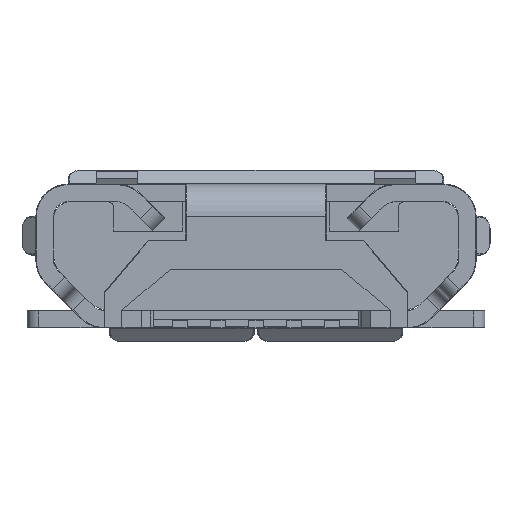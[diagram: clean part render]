
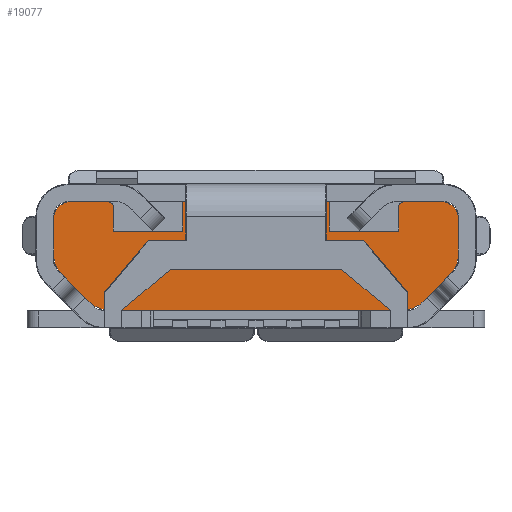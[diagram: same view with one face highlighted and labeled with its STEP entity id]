
A CAD part, front view. The second image highlights one B-rep face of the part: STEP entity #19077.
In plain terms, the highlighted planar face has unit normal (0, -1, 0).
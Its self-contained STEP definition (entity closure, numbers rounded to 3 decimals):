
#1341=CIRCLE('',#21139,0.1);
#1342=CIRCLE('',#21140,0.301);
#1343=CIRCLE('',#21141,0.502);
#1344=CIRCLE('',#21144,0.502);
#1345=CIRCLE('',#21145,0.301);
#1346=CIRCLE('',#21146,0.1);
#1820=PLANE('',#21138);
#2757=FACE_OUTER_BOUND('',#3926,.T.);
#3926=EDGE_LOOP('',(#15806,#15807,#15808,#15809,#15810,#15811,#15812,#15813,
#15814,#15815,#15816,#15817,#15818,#15819,#15820,#15821,#15822,#15823,#15824,
#15825,#15826,#15827,#15828,#15829));
#4381=ELLIPSE('',#21142,0.503,0.502);
#4382=ELLIPSE('',#21143,0.503,0.502);
#5279=LINE('',#34303,#6782);
#5326=LINE('',#34429,#6829);
#5330=LINE('',#34438,#6833);
#5334=LINE('',#34447,#6837);
#5338=LINE('',#34456,#6841);
#5341=LINE('',#34463,#6844);
#5349=LINE('',#34479,#6852);
#5353=LINE('',#34487,#6856);
#5357=LINE('',#34496,#6860);
#5358=LINE('',#34498,#6861);
#5359=LINE('',#34499,#6862);
#5360=LINE('',#34501,#6863);
#5361=LINE('',#34503,#6864);
#5362=LINE('',#34505,#6865);
#5363=LINE('',#34511,#6866);
#5364=LINE('',#34513,#6867);
#6782=VECTOR('',#25975,3.515);
#6829=VECTOR('',#26068,0.649);
#6833=VECTOR('',#26074,0.649);
#6837=VECTOR('',#26080,0.595);
#6841=VECTOR('',#26086,0.595);
#6844=VECTOR('',#26091,0.623);
#6852=VECTOR('',#26099,0.623);
#6856=VECTOR('',#26103,2.511);
#6860=VECTOR('',#26109,0.402);
#6861=VECTOR('',#26110,1.185);
#6862=VECTOR('',#26111,0.502);
#6863=VECTOR('',#26112,0.502);
#6864=VECTOR('',#26113,1.185);
#6865=VECTOR('',#26114,0.402);
#6866=VECTOR('',#26123,0.746);
#6867=VECTOR('',#26124,0.746);
#8563=VERTEX_POINT('',#34300);
#8564=VERTEX_POINT('',#34302);
#8618=VERTEX_POINT('',#34425);
#8620=VERTEX_POINT('',#34428);
#8622=VERTEX_POINT('',#34434);
#8624=VERTEX_POINT('',#34437);
#8626=VERTEX_POINT('',#34443);
#8628=VERTEX_POINT('',#34446);
#8630=VERTEX_POINT('',#34452);
#8632=VERTEX_POINT('',#34455);
#8634=VERTEX_POINT('',#34461);
#8635=VERTEX_POINT('',#34462);
#8642=VERTEX_POINT('',#34476);
#8643=VERTEX_POINT('',#34478);
#8646=VERTEX_POINT('',#34484);
#8647=VERTEX_POINT('',#34486);
#8650=VERTEX_POINT('',#34494);
#8651=VERTEX_POINT('',#34495);
#8652=VERTEX_POINT('',#34497);
#8653=VERTEX_POINT('',#34500);
#8654=VERTEX_POINT('',#34502);
#8655=VERTEX_POINT('',#34504);
#8656=VERTEX_POINT('',#34509);
#8657=VERTEX_POINT('',#34512);
#11035=EDGE_CURVE('',#8564,#8563,#5279,.T.);
#11102=EDGE_CURVE('',#8620,#8618,#5326,.T.);
#11106=EDGE_CURVE('',#8624,#8622,#5330,.T.);
#11110=EDGE_CURVE('',#8628,#8626,#5334,.T.);
#11114=EDGE_CURVE('',#8632,#8630,#5338,.T.);
#11117=EDGE_CURVE('',#8634,#8635,#5341,.T.);
#11125=EDGE_CURVE('',#8643,#8642,#5349,.T.);
#11129=EDGE_CURVE('',#8647,#8646,#5353,.T.);
#11133=EDGE_CURVE('',#8650,#8651,#5357,.T.);
#11134=EDGE_CURVE('',#8650,#8652,#5358,.T.);
#11135=EDGE_CURVE('',#8647,#8652,#5359,.T.);
#11136=EDGE_CURVE('',#8653,#8646,#5360,.T.);
#11137=EDGE_CURVE('',#8653,#8654,#5361,.T.);
#11138=EDGE_CURVE('',#8655,#8654,#5362,.T.);
#11139=EDGE_CURVE('',#8643,#8655,#1341,.F.);
#11140=EDGE_CURVE('',#8628,#8642,#1342,.F.);
#11141=EDGE_CURVE('',#8624,#8626,#1343,.F.);
#11142=EDGE_CURVE('',#8656,#8622,#4381,.F.);
#11143=EDGE_CURVE('',#8656,#8564,#5363,.T.);
#11144=EDGE_CURVE('',#8657,#8563,#5364,.T.);
#11145=EDGE_CURVE('',#8620,#8657,#4382,.F.);
#11146=EDGE_CURVE('',#8632,#8618,#1344,.F.);
#11147=EDGE_CURVE('',#8634,#8630,#1345,.F.);
#11148=EDGE_CURVE('',#8651,#8635,#1346,.F.);
#15806=ORIENTED_EDGE('',*,*,#11133,.F.);
#15807=ORIENTED_EDGE('',*,*,#11134,.T.);
#15808=ORIENTED_EDGE('',*,*,#11135,.F.);
#15809=ORIENTED_EDGE('',*,*,#11129,.T.);
#15810=ORIENTED_EDGE('',*,*,#11136,.F.);
#15811=ORIENTED_EDGE('',*,*,#11137,.T.);
#15812=ORIENTED_EDGE('',*,*,#11138,.F.);
#15813=ORIENTED_EDGE('',*,*,#11139,.F.);
#15814=ORIENTED_EDGE('',*,*,#11125,.T.);
#15815=ORIENTED_EDGE('',*,*,#11140,.F.);
#15816=ORIENTED_EDGE('',*,*,#11110,.T.);
#15817=ORIENTED_EDGE('',*,*,#11141,.F.);
#15818=ORIENTED_EDGE('',*,*,#11106,.T.);
#15819=ORIENTED_EDGE('',*,*,#11142,.F.);
#15820=ORIENTED_EDGE('',*,*,#11143,.T.);
#15821=ORIENTED_EDGE('',*,*,#11035,.T.);
#15822=ORIENTED_EDGE('',*,*,#11144,.F.);
#15823=ORIENTED_EDGE('',*,*,#11145,.F.);
#15824=ORIENTED_EDGE('',*,*,#11102,.T.);
#15825=ORIENTED_EDGE('',*,*,#11146,.F.);
#15826=ORIENTED_EDGE('',*,*,#11114,.T.);
#15827=ORIENTED_EDGE('',*,*,#11147,.F.);
#15828=ORIENTED_EDGE('',*,*,#11117,.T.);
#15829=ORIENTED_EDGE('',*,*,#11148,.F.);
#19077=ADVANCED_FACE('',(#2757),#1820,.T.);
#21138=AXIS2_PLACEMENT_3D('',#34493,#26107,#26108);
#21139=AXIS2_PLACEMENT_3D('',#34506,#26115,#26116);
#21140=AXIS2_PLACEMENT_3D('',#34507,#26117,#26118);
#21141=AXIS2_PLACEMENT_3D('',#34508,#26119,#26120);
#21142=AXIS2_PLACEMENT_3D('',#34510,#26121,#26122);
#21143=AXIS2_PLACEMENT_3D('',#34514,#26125,#26126);
#21144=AXIS2_PLACEMENT_3D('',#34515,#26127,#26128);
#21145=AXIS2_PLACEMENT_3D('',#34516,#26129,#26130);
#21146=AXIS2_PLACEMENT_3D('',#34517,#26131,#26132);
#25975=DIRECTION('',(1.,0.,0.));
#26068=DIRECTION('',(0.707,0.,0.707));
#26074=DIRECTION('',(0.707,0.,-0.707));
#26080=DIRECTION('',(0.,0.,-1.));
#26086=DIRECTION('',(0.,0.,1.));
#26091=DIRECTION('',(-1.,0.,0.));
#26099=DIRECTION('',(-1.,0.,0.));
#26103=DIRECTION('',(-1.,0.,0.));
#26107=DIRECTION('center_axis',(0.,-1.,0.));
#26108=DIRECTION('ref_axis',(1.,0.,0.));
#26109=DIRECTION('',(0.,0.,1.));
#26110=DIRECTION('',(-1.,0.,0.));
#26111=DIRECTION('',(0.,0.,-1.));
#26112=DIRECTION('',(0.,0.,1.));
#26113=DIRECTION('',(-1.,0.,0.));
#26114=DIRECTION('',(0.,0.,-1.));
#26115=DIRECTION('center_axis',(0.,-1.,0.));
#26116=DIRECTION('ref_axis',(1.,0.,0.));
#26117=DIRECTION('center_axis',(0.,-1.,0.));
#26118=DIRECTION('ref_axis',(1.,0.,0.));
#26119=DIRECTION('center_axis',(0.,-1.,0.));
#26120=DIRECTION('ref_axis',(1.,0.,0.));
#26121=DIRECTION('center_axis',(0.,-1.,0.));
#26122=DIRECTION('ref_axis',(-0.707,0.,0.707));
#26123=DIRECTION('',(1.,0.,0.));
#26124=DIRECTION('',(-1.,0.,0.));
#26125=DIRECTION('center_axis',(0.,-1.,0.));
#26126=DIRECTION('ref_axis',(-0.707,0.,-0.707));
#26127=DIRECTION('center_axis',(0.,-1.,0.));
#26128=DIRECTION('ref_axis',(1.,0.,0.));
#26129=DIRECTION('center_axis',(0.,-1.,0.));
#26130=DIRECTION('ref_axis',(1.,0.,0.));
#26131=DIRECTION('center_axis',(0.,-1.,0.));
#26132=DIRECTION('ref_axis',(1.,0.,0.));
#34300=CARTESIAN_POINT('',(1.758,-4.046,0.301));
#34302=CARTESIAN_POINT('',(-1.758,-4.046,0.301));
#34303=CARTESIAN_POINT('',(-1.758,-4.046,0.301));
#34425=CARTESIAN_POINT('',(3.318,-4.046,0.908));
#34428=CARTESIAN_POINT('',(2.859,-4.046,0.449));
#34429=CARTESIAN_POINT('',(2.859,-4.046,0.449));
#34434=CARTESIAN_POINT('',(-2.859,-4.046,0.449));
#34437=CARTESIAN_POINT('',(-3.318,-4.046,0.908));
#34438=CARTESIAN_POINT('',(-3.318,-4.046,0.908));
#34443=CARTESIAN_POINT('',(-3.465,-4.046,1.263));
#34446=CARTESIAN_POINT('',(-3.465,-4.046,1.858));
#34447=CARTESIAN_POINT('',(-3.465,-4.046,1.858));
#34452=CARTESIAN_POINT('',(3.465,-4.046,1.858));
#34455=CARTESIAN_POINT('',(3.465,-4.046,1.263));
#34456=CARTESIAN_POINT('',(3.465,-4.046,1.263));
#34461=CARTESIAN_POINT('',(3.164,-4.046,2.159));
#34462=CARTESIAN_POINT('',(2.541,-4.046,2.159));
#34463=CARTESIAN_POINT('',(3.164,-4.046,2.159));
#34476=CARTESIAN_POINT('',(-3.164,-4.046,2.159));
#34478=CARTESIAN_POINT('',(-2.541,-4.046,2.159));
#34479=CARTESIAN_POINT('',(-2.541,-4.046,2.159));
#34484=CARTESIAN_POINT('',(-1.255,-4.046,2.159));
#34486=CARTESIAN_POINT('',(1.255,-4.046,2.159));
#34487=CARTESIAN_POINT('',(1.255,-4.046,2.159));
#34493=CARTESIAN_POINT('Origin',(-3.465,-4.046,0.301));
#34494=CARTESIAN_POINT('',(2.441,-4.046,1.657));
#34495=CARTESIAN_POINT('',(2.441,-4.046,2.059));
#34496=CARTESIAN_POINT('',(2.441,-4.046,1.657));
#34497=CARTESIAN_POINT('',(1.255,-4.046,1.657));
#34498=CARTESIAN_POINT('',(2.441,-4.046,1.657));
#34499=CARTESIAN_POINT('',(1.255,-4.046,2.159));
#34500=CARTESIAN_POINT('',(-1.255,-4.046,1.657));
#34501=CARTESIAN_POINT('',(-1.255,-4.046,1.657));
#34502=CARTESIAN_POINT('',(-2.441,-4.046,1.657));
#34503=CARTESIAN_POINT('',(-1.255,-4.046,1.657));
#34504=CARTESIAN_POINT('',(-2.441,-4.046,2.059));
#34505=CARTESIAN_POINT('',(-2.441,-4.046,2.059));
#34506=CARTESIAN_POINT('Origin',(-2.541,-4.046,2.059));
#34507=CARTESIAN_POINT('Origin',(-3.164,-4.046,1.858));
#34508=CARTESIAN_POINT('Origin',(-2.963,-4.046,1.263));
#34509=CARTESIAN_POINT('',(-2.503,-4.046,0.301));
#34510=CARTESIAN_POINT('Origin',(-2.504,-4.046,0.804));
#34511=CARTESIAN_POINT('',(-2.503,-4.046,0.301));
#34512=CARTESIAN_POINT('',(2.503,-4.046,0.301));
#34513=CARTESIAN_POINT('',(2.503,-4.046,0.301));
#34514=CARTESIAN_POINT('Origin',(2.504,-4.046,0.804));
#34515=CARTESIAN_POINT('Origin',(2.963,-4.046,1.263));
#34516=CARTESIAN_POINT('Origin',(3.164,-4.046,1.858));
#34517=CARTESIAN_POINT('Origin',(2.541,-4.046,2.059));
